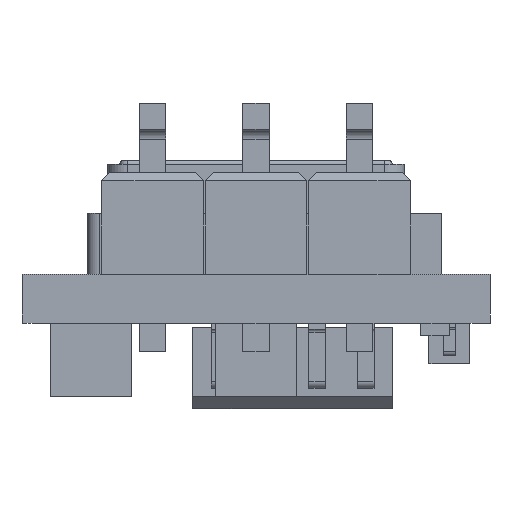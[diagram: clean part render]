
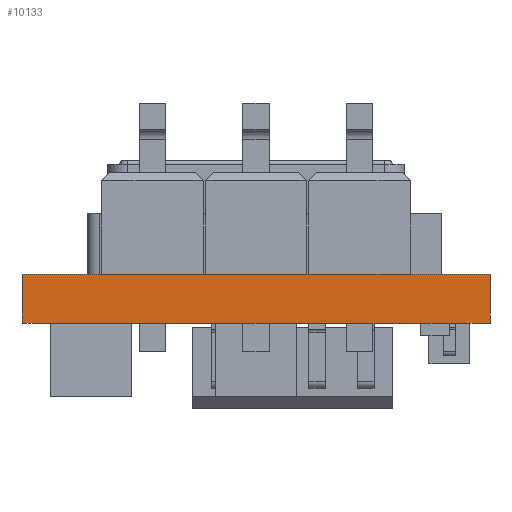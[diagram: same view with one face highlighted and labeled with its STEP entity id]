
A CAD part, front view. The second image highlights one B-rep face of the part: STEP entity #10133.
In plain terms, the highlighted planar face has unit normal (0, -1, 0).
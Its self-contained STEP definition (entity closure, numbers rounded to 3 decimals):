
#1 = DIRECTION ( 'NONE',  ( 1., 0., 0. ) ) ;
#11 = DIRECTION ( 'NONE',  ( 1., 0., 0. ) ) ;
#188 = DIRECTION ( 'NONE',  ( 0., 0., -1. ) ) ;
#293 = DIRECTION ( 'NONE',  ( 0., 1., 0. ) ) ;
#1439 = ORIENTED_EDGE ( 'NONE', *, *, #4075, .F. ) ;
#1587 = EDGE_CURVE ( 'NONE', #8173, #14143, #3661, .T. ) ;
#2290 = CARTESIAN_POINT ( 'NONE',  ( 0., 0., 0. ) ) ;
#2767 = CARTESIAN_POINT ( 'NONE',  ( 0., 0., 1.2 ) ) ;
#3165 = VECTOR ( 'NONE', #11, 1000. ) ;
#3661 = LINE ( 'NONE', #2290, #12488 ) ;
#4075 = EDGE_CURVE ( 'NONE', #11435, #7096, #9017, .T. ) ;
#4441 = CARTESIAN_POINT ( 'NONE',  ( 11.5, 0., 1.2 ) ) ;
#4904 = ORIENTED_EDGE ( 'NONE', *, *, #1587, .T. ) ;
#5051 = PLANE ( 'NONE',  #8288 ) ;
#5819 = FACE_OUTER_BOUND ( 'NONE', #15057, .T. ) ;
#5971 = CARTESIAN_POINT ( 'NONE',  ( 0., 0., 1.2 ) ) ;
#6078 = CARTESIAN_POINT ( 'NONE',  ( 0., 0., 0. ) ) ;
#6864 = VECTOR ( 'NONE', #8691, 1000. ) ;
#7096 = VERTEX_POINT ( 'NONE', #4441 ) ;
#7291 = CARTESIAN_POINT ( 'NONE',  ( 0., 0., 1.2 ) ) ;
#7487 = VECTOR ( 'NONE', #188, 1000. ) ;
#8173 = VERTEX_POINT ( 'NONE', #6078 ) ;
#8288 = AXIS2_PLACEMENT_3D ( 'NONE', #7291, #293, #8416 ) ;
#8416 = DIRECTION ( 'NONE',  ( 0., 0., 1. ) ) ;
#8691 = DIRECTION ( 'NONE',  ( 0., 0., -1. ) ) ;
#9017 = LINE ( 'NONE', #15141, #3165 ) ;
#10133 = ADVANCED_FACE ( 'NONE', ( #5819 ), #5051, .F. ) ;
#10168 = EDGE_CURVE ( 'NONE', #7096, #14143, #12284, .T. ) ;
#11435 = VERTEX_POINT ( 'NONE', #5971 ) ;
#12001 = CARTESIAN_POINT ( 'NONE',  ( 11.5, 0., 1.2 ) ) ;
#12045 = EDGE_CURVE ( 'NONE', #11435, #8173, #13306, .T. ) ;
#12145 = ORIENTED_EDGE ( 'NONE', *, *, #10168, .F. ) ;
#12284 = LINE ( 'NONE', #12001, #7487 ) ;
#12488 = VECTOR ( 'NONE', #1, 1000. ) ;
#12590 = CARTESIAN_POINT ( 'NONE',  ( 11.5, 0., 0. ) ) ;
#13306 = LINE ( 'NONE', #2767, #6864 ) ;
#14143 = VERTEX_POINT ( 'NONE', #12590 ) ;
#14811 = ORIENTED_EDGE ( 'NONE', *, *, #12045, .T. ) ;
#15057 = EDGE_LOOP ( 'NONE', ( #4904, #12145, #1439, #14811 ) ) ;
#15141 = CARTESIAN_POINT ( 'NONE',  ( 0., 0., 1.2 ) ) ;
